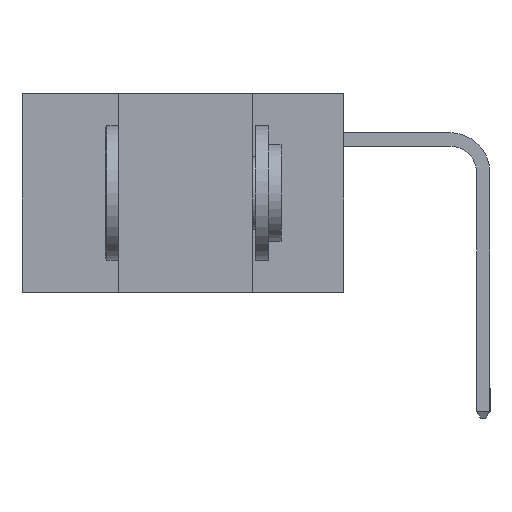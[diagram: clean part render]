
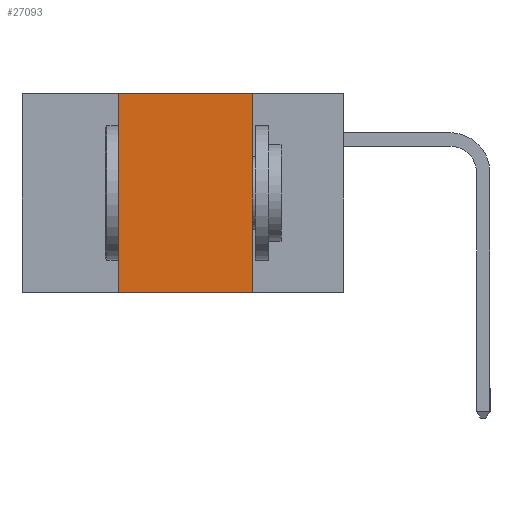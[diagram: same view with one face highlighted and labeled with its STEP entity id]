
A CAD part, left-side view. The second image highlights one B-rep face of the part: STEP entity #27093.
In plain terms, the highlighted planar face has unit normal (-1, 0, 0).
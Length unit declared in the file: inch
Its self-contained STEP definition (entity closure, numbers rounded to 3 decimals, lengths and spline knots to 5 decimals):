
#392 = VECTOR ( 'NONE', #15779, 39.37008 ) ;
#538 = CARTESIAN_POINT ( 'NONE',  ( 0., 0.17, 0. ) ) ;
#595 = CARTESIAN_POINT ( 'NONE',  ( 0., 0.17, 0. ) ) ;
#2277 = VECTOR ( 'NONE', #9121, 39.37008 ) ;
#2382 = CARTESIAN_POINT ( 'NONE',  ( 0., 0.6, 0. ) ) ;
#2567 = AXIS2_PLACEMENT_3D ( 'NONE', #9938, #12174, #27326 ) ;
#2852 = DIRECTION ( 'NONE',  ( 0., 0., -1. ) ) ;
#4237 = EDGE_CURVE ( 'NONE', #18308, #22069, #23802, .T. ) ;
#4362 = LINE ( 'NONE', #595, #24888 ) ;
#4855 = LINE ( 'NONE', #16129, #21012 ) ;
#6032 = EDGE_CURVE ( 'NONE', #18308, #21091, #4855, .T. ) ;
#8871 = EDGE_CURVE ( 'NONE', #21091, #23583, #19912, .T. ) ;
#9121 = DIRECTION ( 'NONE',  ( 0., -1., 0. ) ) ;
#9560 = ORIENTED_EDGE ( 'NONE', *, *, #8871, .F. ) ;
#9938 = CARTESIAN_POINT ( 'NONE',  ( 0., 0.6, 0. ) ) ;
#12174 = DIRECTION ( 'NONE',  ( 1., 0., 0. ) ) ;
#13147 = DIRECTION ( 'NONE',  ( 0., 0., 1. ) ) ;
#13181 = EDGE_CURVE ( 'NONE', #23583, #22069, #4362, .T. ) ;
#14651 = EDGE_LOOP ( 'NONE', ( #14713, #9560, #26907, #21880 ) ) ;
#14713 = ORIENTED_EDGE ( 'NONE', *, *, #13181, .F. ) ;
#15727 = CARTESIAN_POINT ( 'NONE',  ( 0., 0.6, -0.37 ) ) ;
#15779 = DIRECTION ( 'NONE',  ( 0., -1., 0. ) ) ;
#16129 = CARTESIAN_POINT ( 'NONE',  ( 0., 0.42, 0. ) ) ;
#18308 = VERTEX_POINT ( 'NONE', #27897 ) ;
#19912 = LINE ( 'NONE', #2382, #2277 ) ;
#21012 = VECTOR ( 'NONE', #13147, 39.37008 ) ;
#21091 = VERTEX_POINT ( 'NONE', #24430 ) ;
#21880 = ORIENTED_EDGE ( 'NONE', *, *, #4237, .T. ) ;
#22069 = VERTEX_POINT ( 'NONE', #23453 ) ;
#22254 = FACE_OUTER_BOUND ( 'NONE', #14651, .T. ) ;
#23012 = PLANE ( 'NONE',  #2567 ) ;
#23453 = CARTESIAN_POINT ( 'NONE',  ( 0., 0.17, -0.37 ) ) ;
#23583 = VERTEX_POINT ( 'NONE', #538 ) ;
#23802 = LINE ( 'NONE', #15727, #392 ) ;
#24430 = CARTESIAN_POINT ( 'NONE',  ( 0., 0.42, 0. ) ) ;
#24888 = VECTOR ( 'NONE', #2852, 39.37008 ) ;
#26907 = ORIENTED_EDGE ( 'NONE', *, *, #6032, .F. ) ;
#27093 = ADVANCED_FACE ( 'NONE', ( #22254 ), #23012, .F. ) ;
#27326 = DIRECTION ( 'NONE',  ( 0., 0., -1. ) ) ;
#27897 = CARTESIAN_POINT ( 'NONE',  ( 0., 0.42, -0.37 ) ) ;
